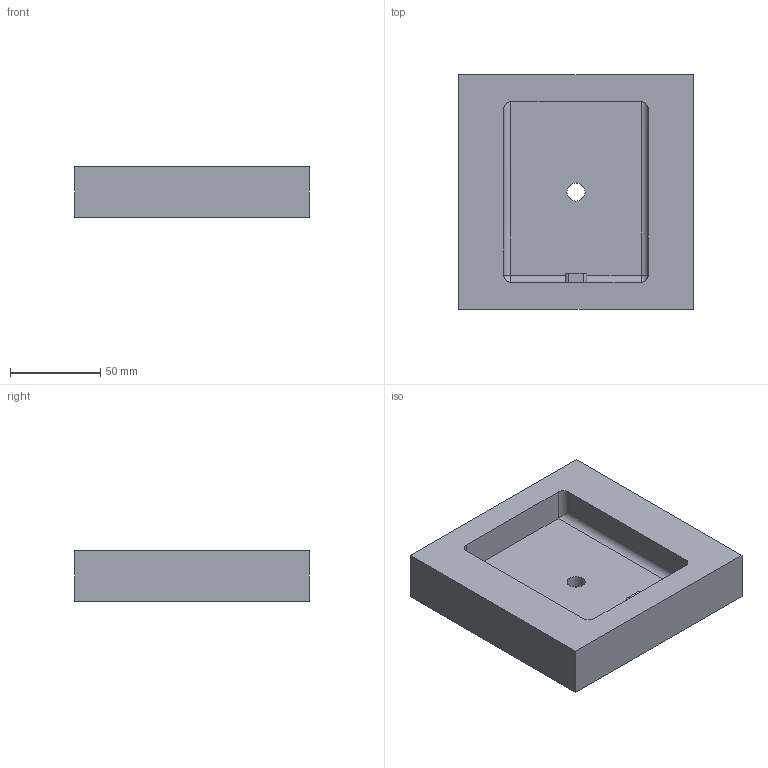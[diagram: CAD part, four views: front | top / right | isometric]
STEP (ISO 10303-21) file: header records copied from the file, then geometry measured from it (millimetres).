
FILE_DESCRIPTION(/* description */ (''),/* implementation_level */ '2;1');
FILE_NAME(/* name */ 'Carcasa inferior Dani para inyectar B.stp',/* time_stamp */ '2023-11-29T14:58:33-05:00',/* author */ ('CAMILO MUÑOZ'),/* organization */ (''),/* preprocessor_version */ 'ST-DEVELOPER v19.2',/* originating_system */ 'Autodesk Inventor 2023',/* authorisation */ '');
FILE_SCHEMA (('AUTOMOTIVE_DESIGN { 1 0 10303 214 3 1 1 }'));
Length unit declared in the file: millimetre
Products named in the file (1): Carcasa inferior Dani para inyectar B
Bounding box: 130.01 x 129.99 x 28 mm (x, y, z)
Volume: 329639.3 mm3; surface area: 54501.3 mm2
Topology: 1 solids, 1 shells, 31 faces, 73 edges, 47 vertices
Faces by surface type: plane 16, cylinder 12, sphere 2, cone 1
Full cylindrical faces by diameter (mm): 10 x1
Entity records: 1260 total; most frequent: DIRECTION 161, CARTESIAN_POINT 152, ORIENTED_EDGE 146, EDGE_CURVE 73, AXIS2_PLACEMENT_3D 56, LINE 49, VECTOR 49, VERTEX_POINT 46
